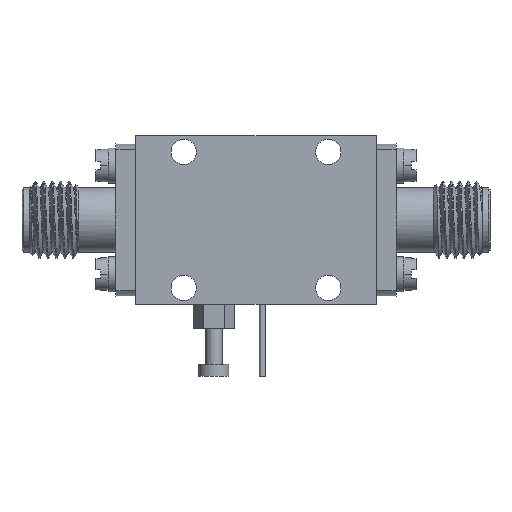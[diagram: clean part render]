
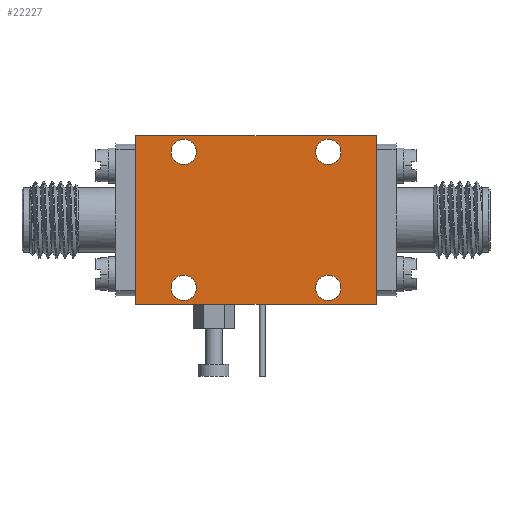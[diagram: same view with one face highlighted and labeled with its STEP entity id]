
A CAD part, front view. The second image highlights one B-rep face of the part: STEP entity #22227.
In plain terms, the highlighted planar face has unit normal (0, -1, 0).
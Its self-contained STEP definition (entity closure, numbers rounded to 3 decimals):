
#491 = EDGE_CURVE ( 'NONE', #15177, #5533, #6985, .T. ) ;
#542 = FACE_BOUND ( 'NONE', #6269, .T. ) ;
#614 = CARTESIAN_POINT ( 'NONE',  ( 10., 0., 7. ) ) ;
#1117 = LINE ( 'NONE', #8306, #7747 ) ;
#1351 = DIRECTION ( 'NONE',  ( 0., 0., 1. ) ) ;
#1533 = VERTEX_POINT ( 'NONE', #17552 ) ;
#2018 = CARTESIAN_POINT ( 'NONE',  ( -10., 0., 7. ) ) ;
#2139 = EDGE_CURVE ( 'NONE', #16674, #4901, #1117, .T. ) ;
#2314 = PLANE ( 'NONE',  #15759 ) ;
#2893 = EDGE_CURVE ( 'NONE', #4271, #13904, #10783, .T. ) ;
#3004 = LINE ( 'NONE', #10061, #5508 ) ;
#3130 = DIRECTION ( 'NONE',  ( 0., 0., 1. ) ) ;
#3152 = CARTESIAN_POINT ( 'NONE',  ( -6., 0., 4.6 ) ) ;
#3273 = DIRECTION ( 'NONE',  ( 0., 1., 0. ) ) ;
#3562 = ORIENTED_EDGE ( 'NONE', *, *, #2139, .T. ) ;
#3696 = VERTEX_POINT ( 'NONE', #2018 ) ;
#4158 = CARTESIAN_POINT ( 'NONE',  ( 6., 0., -5.65 ) ) ;
#4271 = VERTEX_POINT ( 'NONE', #8428 ) ;
#4302 = FACE_BOUND ( 'NONE', #8425, .T. ) ;
#4387 = DIRECTION ( 'NONE',  ( 0., 1., 0. ) ) ;
#4901 = VERTEX_POINT ( 'NONE', #614 ) ;
#4931 = ORIENTED_EDGE ( 'NONE', *, *, #21425, .T. ) ;
#5090 = EDGE_CURVE ( 'NONE', #1533, #3696, #21451, .T. ) ;
#5316 = DIRECTION ( 'NONE',  ( 0., 0., 1. ) ) ;
#5460 = CARTESIAN_POINT ( 'NONE',  ( -6., 0., 6.7 ) ) ;
#5508 = VECTOR ( 'NONE', #18594, 1000. ) ;
#5533 = VERTEX_POINT ( 'NONE', #7180 ) ;
#5539 = CARTESIAN_POINT ( 'NONE',  ( -10., 0., -7. ) ) ;
#5760 = DIRECTION ( 'NONE',  ( 0., 0., 1. ) ) ;
#5959 = ORIENTED_EDGE ( 'NONE', *, *, #20191, .T. ) ;
#6022 = CIRCLE ( 'NONE', #17311, 1.05 ) ;
#6190 = DIRECTION ( 'NONE',  ( 0., -1., 0. ) ) ;
#6269 = EDGE_LOOP ( 'NONE', ( #9764, #11662 ) ) ;
#6372 = AXIS2_PLACEMENT_3D ( 'NONE', #18005, #3273, #6942 ) ;
#6379 = VERTEX_POINT ( 'NONE', #11679 ) ;
#6787 = EDGE_CURVE ( 'NONE', #6379, #7100, #20689, .T. ) ;
#6942 = DIRECTION ( 'NONE',  ( 0., 0., 1. ) ) ;
#6985 = CIRCLE ( 'NONE', #12240, 1.05 ) ;
#7100 = VERTEX_POINT ( 'NONE', #11127 ) ;
#7180 = CARTESIAN_POINT ( 'NONE',  ( -6., 0., -6.7 ) ) ;
#7444 = VECTOR ( 'NONE', #20416, 1000. ) ;
#7573 = CARTESIAN_POINT ( 'NONE',  ( 6., 0., -4.6 ) ) ;
#7611 = CARTESIAN_POINT ( 'NONE',  ( 6., 0., -5.65 ) ) ;
#7747 = VECTOR ( 'NONE', #15509, 1000. ) ;
#7853 = ORIENTED_EDGE ( 'NONE', *, *, #20558, .T. ) ;
#8306 = CARTESIAN_POINT ( 'NONE',  ( 10., 0., -7. ) ) ;
#8341 = EDGE_CURVE ( 'NONE', #13904, #4271, #6022, .T. ) ;
#8425 = EDGE_LOOP ( 'NONE', ( #19095, #16695 ) ) ;
#8428 = CARTESIAN_POINT ( 'NONE',  ( 6., 0., -6.7 ) ) ;
#8978 = EDGE_LOOP ( 'NONE', ( #4931, #3562, #10120, #18385 ) ) ;
#9561 = DIRECTION ( 'NONE',  ( 0., 1., 0. ) ) ;
#9764 = ORIENTED_EDGE ( 'NONE', *, *, #8341, .T. ) ;
#9867 = CARTESIAN_POINT ( 'NONE',  ( -6., 0., 5.65 ) ) ;
#10061 = CARTESIAN_POINT ( 'NONE',  ( -10., 0., 7. ) ) ;
#10120 = ORIENTED_EDGE ( 'NONE', *, *, #10760, .F. ) ;
#10760 = EDGE_CURVE ( 'NONE', #3696, #4901, #3004, .T. ) ;
#10783 = CIRCLE ( 'NONE', #22083, 1.05 ) ;
#10810 = CIRCLE ( 'NONE', #19108, 1.05 ) ;
#11050 = VERTEX_POINT ( 'NONE', #5460 ) ;
#11127 = CARTESIAN_POINT ( 'NONE',  ( 6., 0., 6.7 ) ) ;
#11583 = DIRECTION ( 'NONE',  ( 0., 0., 1. ) ) ;
#11662 = ORIENTED_EDGE ( 'NONE', *, *, #2893, .T. ) ;
#11679 = CARTESIAN_POINT ( 'NONE',  ( 6., 0., 4.6 ) ) ;
#11965 = CIRCLE ( 'NONE', #13832, 1.05 ) ;
#12087 = CARTESIAN_POINT ( 'NONE',  ( -6., 0., -5.65 ) ) ;
#12240 = AXIS2_PLACEMENT_3D ( 'NONE', #12485, #19664, #23309 ) ;
#12485 = CARTESIAN_POINT ( 'NONE',  ( -6., 0., -5.65 ) ) ;
#12687 = CIRCLE ( 'NONE', #16096, 1.05 ) ;
#13258 = CARTESIAN_POINT ( 'NONE',  ( 0., 0., 0. ) ) ;
#13341 = CARTESIAN_POINT ( 'NONE',  ( 6., 0., 5.65 ) ) ;
#13832 = AXIS2_PLACEMENT_3D ( 'NONE', #13341, #4387, #11583 ) ;
#13904 = VERTEX_POINT ( 'NONE', #7573 ) ;
#14812 = DIRECTION ( 'NONE',  ( 0., 1., 0. ) ) ;
#14914 = FACE_BOUND ( 'NONE', #20685, .T. ) ;
#15177 = VERTEX_POINT ( 'NONE', #22523 ) ;
#15311 = CARTESIAN_POINT ( 'NONE',  ( 10., 0., -7. ) ) ;
#15509 = DIRECTION ( 'NONE',  ( 0., 0., 1. ) ) ;
#15519 = DIRECTION ( 'NONE',  ( 0., 1., 0. ) ) ;
#15575 = EDGE_LOOP ( 'NONE', ( #21932, #5959 ) ) ;
#15759 = AXIS2_PLACEMENT_3D ( 'NONE', #13258, #6190, #18572 ) ;
#16096 = AXIS2_PLACEMENT_3D ( 'NONE', #9867, #21887, #5760 ) ;
#16674 = VERTEX_POINT ( 'NONE', #15311 ) ;
#16695 = ORIENTED_EDGE ( 'NONE', *, *, #19752, .T. ) ;
#17311 = AXIS2_PLACEMENT_3D ( 'NONE', #4158, #9561, #18527 ) ;
#17392 = VECTOR ( 'NONE', #5316, 1000. ) ;
#17552 = CARTESIAN_POINT ( 'NONE',  ( -10., 0., -7. ) ) ;
#17712 = EDGE_CURVE ( 'NONE', #11050, #18786, #23306, .T. ) ;
#18005 = CARTESIAN_POINT ( 'NONE',  ( -6., 0., 5.65 ) ) ;
#18067 = AXIS2_PLACEMENT_3D ( 'NONE', #19165, #15519, #1351 ) ;
#18113 = DIRECTION ( 'NONE',  ( 0., 0., 1. ) ) ;
#18385 = ORIENTED_EDGE ( 'NONE', *, *, #5090, .F. ) ;
#18440 = LINE ( 'NONE', #18657, #7444 ) ;
#18527 = DIRECTION ( 'NONE',  ( 0., 0., 1. ) ) ;
#18572 = DIRECTION ( 'NONE',  ( 0., 0., -1. ) ) ;
#18594 = DIRECTION ( 'NONE',  ( 1., 0., 0. ) ) ;
#18657 = CARTESIAN_POINT ( 'NONE',  ( -10., 0., -7. ) ) ;
#18676 = FACE_BOUND ( 'NONE', #15575, .T. ) ;
#18786 = VERTEX_POINT ( 'NONE', #3152 ) ;
#19095 = ORIENTED_EDGE ( 'NONE', *, *, #17712, .T. ) ;
#19108 = AXIS2_PLACEMENT_3D ( 'NONE', #12087, #22433, #3130 ) ;
#19165 = CARTESIAN_POINT ( 'NONE',  ( 6., 0., 5.65 ) ) ;
#19664 = DIRECTION ( 'NONE',  ( 0., 1., 0. ) ) ;
#19752 = EDGE_CURVE ( 'NONE', #18786, #11050, #12687, .T. ) ;
#20191 = EDGE_CURVE ( 'NONE', #5533, #15177, #10810, .T. ) ;
#20416 = DIRECTION ( 'NONE',  ( 1., 0., 0. ) ) ;
#20530 = ORIENTED_EDGE ( 'NONE', *, *, #6787, .T. ) ;
#20558 = EDGE_CURVE ( 'NONE', #7100, #6379, #11965, .T. ) ;
#20669 = FACE_OUTER_BOUND ( 'NONE', #8978, .T. ) ;
#20685 = EDGE_LOOP ( 'NONE', ( #7853, #20530 ) ) ;
#20689 = CIRCLE ( 'NONE', #18067, 1.05 ) ;
#21425 = EDGE_CURVE ( 'NONE', #1533, #16674, #18440, .T. ) ;
#21451 = LINE ( 'NONE', #5539, #17392 ) ;
#21887 = DIRECTION ( 'NONE',  ( 0., 1., 0. ) ) ;
#21932 = ORIENTED_EDGE ( 'NONE', *, *, #491, .T. ) ;
#22083 = AXIS2_PLACEMENT_3D ( 'NONE', #7611, #14812, #18113 ) ;
#22227 = ADVANCED_FACE ( 'NONE', ( #4302, #18676, #542, #14914, #20669 ), #2314, .T. ) ;
#22433 = DIRECTION ( 'NONE',  ( 0., 1., 0. ) ) ;
#22523 = CARTESIAN_POINT ( 'NONE',  ( -6., 0., -4.6 ) ) ;
#23306 = CIRCLE ( 'NONE', #6372, 1.05 ) ;
#23309 = DIRECTION ( 'NONE',  ( 0., 0., 1. ) ) ;
